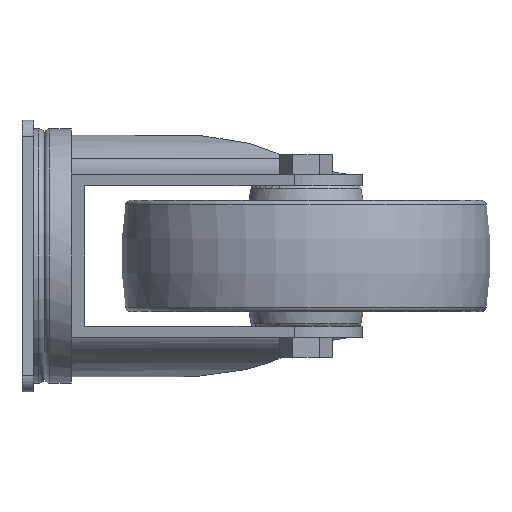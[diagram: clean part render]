
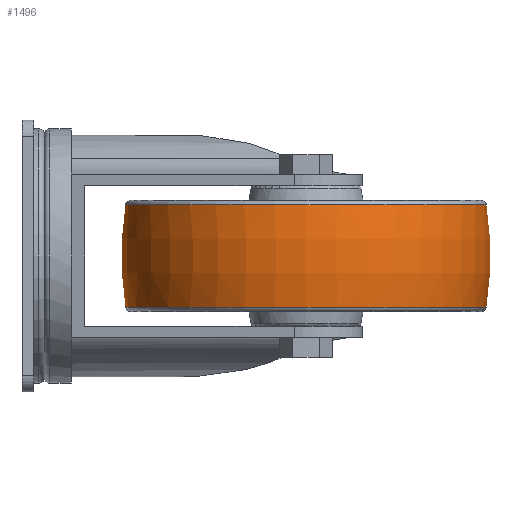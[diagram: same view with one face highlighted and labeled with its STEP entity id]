
A CAD part, left-side view. The second image highlights one B-rep face of the part: STEP entity #1496.
In plain terms, the highlighted toroidal (fillet/blend) face has major radius 37.5 mm and minor radius 112.5 mm.
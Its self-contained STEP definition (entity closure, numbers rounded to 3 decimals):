
#20=DEGENERATE_TOROIDAL_SURFACE('',#1662,37.5,112.5,.F.);
#139=CIRCLE('',#1661,73.086);
#140=CIRCLE('',#1663,73.086);
#539=ORIENTED_EDGE('',*,*,#752,.T.);
#540=ORIENTED_EDGE('',*,*,#751,.F.);
#751=EDGE_CURVE('',#893,#893,#139,.T.);
#752=EDGE_CURVE('',#894,#894,#140,.T.);
#893=VERTEX_POINT('',#2601);
#894=VERTEX_POINT('',#2604);
#1239=EDGE_LOOP('',(#539));
#1240=EDGE_LOOP('',(#540));
#1357=FACE_BOUND('',#1239,.T.);
#1358=FACE_BOUND('',#1240,.T.);
#1496=ADVANCED_FACE('',(#1357,#1358),#20,.F.);
#1661=AXIS2_PLACEMENT_3D('',#2600,#2085,#2086);
#1662=AXIS2_PLACEMENT_3D('',#2602,#2087,#2088);
#1663=AXIS2_PLACEMENT_3D('',#2603,#2089,#2090);
#2085=DIRECTION('',(0.,0.,-1.));
#2086=DIRECTION('',(-1.,0.,0.));
#2087=DIRECTION('',(0.,0.,-1.));
#2088=DIRECTION('',(-1.,0.,0.));
#2089=DIRECTION('',(0.,0.,-1.));
#2090=DIRECTION('',(-1.,0.,0.));
#2600=CARTESIAN_POINT('',(0.,0.,-20.663));
#2601=CARTESIAN_POINT('',(-73.086,0.,-20.663));
#2602=CARTESIAN_POINT('',(0.,0.,0.));
#2603=CARTESIAN_POINT('',(0.,0.,20.663));
#2604=CARTESIAN_POINT('',(-73.086,0.,20.663));
